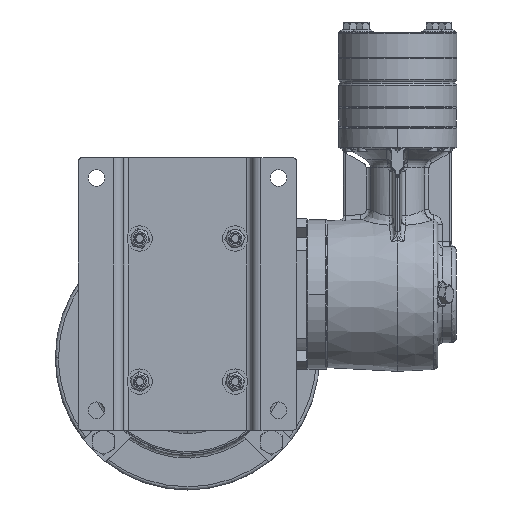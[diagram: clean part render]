
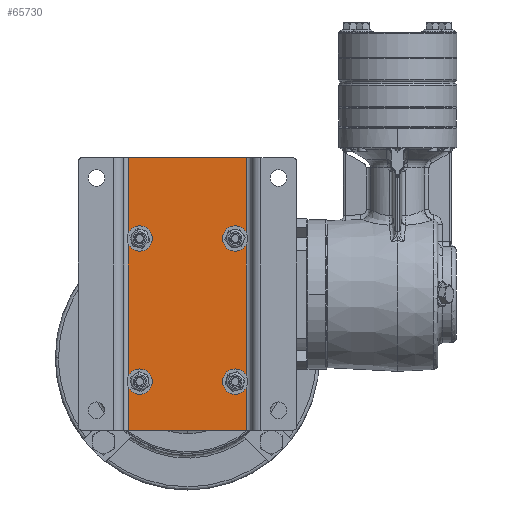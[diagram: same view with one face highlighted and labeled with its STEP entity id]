
A CAD part, front view. The second image highlights one B-rep face of the part: STEP entity #65730.
In plain terms, the highlighted planar face has unit normal (0, -1, 0).
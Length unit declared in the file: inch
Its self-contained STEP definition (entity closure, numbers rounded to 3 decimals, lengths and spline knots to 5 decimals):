
#832 = CIRCLE ( 'NONE', #102804, 0.14 ) ;
#2747 = EDGE_LOOP ( 'NONE', ( #98213, #32418 ) ) ;
#3207 = AXIS2_PLACEMENT_3D ( 'NONE', #58643, #8879, #66992 ) ;
#3269 = FACE_BOUND ( 'NONE', #97160, .T. ) ;
#3302 = EDGE_LOOP ( 'NONE', ( #67561, #34881, #54932, #73988 ) ) ;
#5193 = ORIENTED_EDGE ( 'NONE', *, *, #91639, .F. ) ;
#5441 = AXIS2_PLACEMENT_3D ( 'NONE', #55744, #5958, #64038 ) ;
#5715 = EDGE_CURVE ( 'NONE', #91250, #46422, #6593, .T. ) ;
#5958 = DIRECTION ( 'NONE',  ( 0., -1., 0. ) ) ;
#6259 = VERTEX_POINT ( 'NONE', #52189 ) ;
#6593 = CIRCLE ( 'NONE', #97553, 0.14 ) ;
#7447 = CARTESIAN_POINT ( 'NONE',  ( -3.73876, -2.0885, 3.38016 ) ) ;
#7823 = CIRCLE ( 'NONE', #5441, 0.14 ) ;
#8602 = AXIS2_PLACEMENT_3D ( 'NONE', #92116, #42407, #100445 ) ;
#8879 = DIRECTION ( 'NONE',  ( 0., -1., 0. ) ) ;
#10463 = CARTESIAN_POINT ( 'NONE',  ( -4.01876, -2.0885, 1.38016 ) ) ;
#10664 = CARTESIAN_POINT ( 'NONE',  ( -3.73876, -2.0885, 3.38016 ) ) ;
#11527 = VERTEX_POINT ( 'NONE', #99803 ) ;
#12221 = CIRCLE ( 'NONE', #34487, 0.14 ) ;
#12307 = VECTOR ( 'NONE', #99851, 39.37008 ) ;
#13637 = VERTEX_POINT ( 'NONE', #106184 ) ;
#15139 = EDGE_CURVE ( 'NONE', #11527, #68177, #32753, .T. ) ;
#17598 = CIRCLE ( 'NONE', #35282, 0.14 ) ;
#18141 = DIRECTION ( 'NONE',  ( 0., 1., 0. ) ) ;
#18148 = CARTESIAN_POINT ( 'NONE',  ( -6.37876, -2.0885, 1.38016 ) ) ;
#18292 = CIRCLE ( 'NONE', #8602, 0.14 ) ;
#18787 = DIRECTION ( 'NONE',  ( 0., 0., -1. ) ) ;
#19539 = CARTESIAN_POINT ( 'NONE',  ( -6.37876, -2.0885, -2.15984 ) ) ;
#21624 = LINE ( 'NONE', #63288, #63184 ) ;
#21635 = CARTESIAN_POINT ( 'NONE',  ( -4.01876, -2.0885, -2.01984 ) ) ;
#21905 = DIRECTION ( 'NONE',  ( 0., 0., -1. ) ) ;
#22014 = CARTESIAN_POINT ( 'NONE',  ( -4.01876, -2.0885, -2.29984 ) ) ;
#22478 = CARTESIAN_POINT ( 'NONE',  ( -6.65876, -2.0885, 3.38016 ) ) ;
#24135 = CARTESIAN_POINT ( 'NONE',  ( -4.01876, -2.0885, -2.15984 ) ) ;
#25179 = EDGE_CURVE ( 'NONE', #68177, #102931, #48775, .T. ) ;
#26529 = DIRECTION ( 'NONE',  ( 0., 0., -1. ) ) ;
#26667 = VECTOR ( 'NONE', #40269, 39.37008 ) ;
#27912 = DIRECTION ( 'NONE',  ( 0., 0., -1. ) ) ;
#28872 = CARTESIAN_POINT ( 'NONE',  ( -4.01876, -2.0885, 1.38016 ) ) ;
#31904 = CARTESIAN_POINT ( 'NONE',  ( -3.61876, -2.0885, 3.38016 ) ) ;
#32418 = ORIENTED_EDGE ( 'NONE', *, *, #78127, .F. ) ;
#32493 = DIRECTION ( 'NONE',  ( 0., 0., -1. ) ) ;
#32753 = LINE ( 'NONE', #10664, #96396 ) ;
#34487 = AXIS2_PLACEMENT_3D ( 'NONE', #28872, #86923, #37288 ) ;
#34881 = ORIENTED_EDGE ( 'NONE', *, *, #15139, .T. ) ;
#34950 = CARTESIAN_POINT ( 'NONE',  ( -6.37876, -2.0885, 1.52016 ) ) ;
#35282 = AXIS2_PLACEMENT_3D ( 'NONE', #10463, #68554, #18787 ) ;
#37150 = VERTEX_POINT ( 'NONE', #22014 ) ;
#37288 = DIRECTION ( 'NONE',  ( 0., 0., -1. ) ) ;
#38412 = EDGE_CURVE ( 'NONE', #11527, #55079, #56502, .T. ) ;
#39692 = FACE_OUTER_BOUND ( 'NONE', #3302, .T. ) ;
#39820 = VERTEX_POINT ( 'NONE', #21635 ) ;
#40269 = DIRECTION ( 'NONE',  ( -1., 0., 0. ) ) ;
#42273 = FACE_BOUND ( 'NONE', #2747, .T. ) ;
#42407 = DIRECTION ( 'NONE',  ( 0., -1., 0. ) ) ;
#45112 = CARTESIAN_POINT ( 'NONE',  ( -6.37876, -2.0885, -2.29984 ) ) ;
#45854 = EDGE_CURVE ( 'NONE', #13637, #82038, #86273, .T. ) ;
#46422 = VERTEX_POINT ( 'NONE', #34950 ) ;
#46590 = EDGE_LOOP ( 'NONE', ( #84108, #5193 ) ) ;
#48437 = ORIENTED_EDGE ( 'NONE', *, *, #75452, .F. ) ;
#48775 = LINE ( 'NONE', #31904, #26667 ) ;
#51614 = CARTESIAN_POINT ( 'NONE',  ( -6.65876, -2.0885, -3.36984 ) ) ;
#52189 = CARTESIAN_POINT ( 'NONE',  ( -4.01876, -2.0885, 1.24016 ) ) ;
#52745 = AXIS2_PLACEMENT_3D ( 'NONE', #67899, #18141, #76173 ) ;
#54932 = ORIENTED_EDGE ( 'NONE', *, *, #25179, .T. ) ;
#55079 = VERTEX_POINT ( 'NONE', #51614 ) ;
#55744 = CARTESIAN_POINT ( 'NONE',  ( -6.37876, -2.0885, 1.38016 ) ) ;
#56502 = LINE ( 'NONE', #58482, #12307 ) ;
#58482 = CARTESIAN_POINT ( 'NONE',  ( -3.61876, -2.0885, -3.36984 ) ) ;
#58643 = CARTESIAN_POINT ( 'NONE',  ( -6.37876, -2.0885, -2.15984 ) ) ;
#60361 = EDGE_CURVE ( 'NONE', #82038, #13637, #832, .T. ) ;
#61720 = FACE_BOUND ( 'NONE', #46590, .T. ) ;
#62603 = EDGE_CURVE ( 'NONE', #37150, #39820, #73814, .T. ) ;
#63184 = VECTOR ( 'NONE', #21905, 39.37008 ) ;
#63288 = CARTESIAN_POINT ( 'NONE',  ( -6.65876, -2.0885, -3.36984 ) ) ;
#64038 = DIRECTION ( 'NONE',  ( 0., 0., -1. ) ) ;
#65730 = ADVANCED_FACE ( 'NONE', ( #66949, #42273, #3269, #61720, #39692 ), #84160, .F. ) ;
#66949 = FACE_BOUND ( 'NONE', #104801, .T. ) ;
#66992 = DIRECTION ( 'NONE',  ( 0., 0., -1. ) ) ;
#67561 = ORIENTED_EDGE ( 'NONE', *, *, #38412, .F. ) ;
#67899 = CARTESIAN_POINT ( 'NONE',  ( -3.61876, -2.0885, -3.36984 ) ) ;
#68177 = VERTEX_POINT ( 'NONE', #7447 ) ;
#68554 = DIRECTION ( 'NONE',  ( 0., -1., 0. ) ) ;
#71039 = EDGE_CURVE ( 'NONE', #6259, #72903, #17598, .T. ) ;
#72903 = VERTEX_POINT ( 'NONE', #77546 ) ;
#73814 = CIRCLE ( 'NONE', #73857, 0.14 ) ;
#73857 = AXIS2_PLACEMENT_3D ( 'NONE', #24135, #82148, #32493 ) ;
#73988 = ORIENTED_EDGE ( 'NONE', *, *, #100641, .T. ) ;
#75452 = EDGE_CURVE ( 'NONE', #72903, #6259, #12221, .T. ) ;
#76173 = DIRECTION ( 'NONE',  ( 0., 0., -1. ) ) ;
#76185 = DIRECTION ( 'NONE',  ( 0., -1., 0. ) ) ;
#77546 = CARTESIAN_POINT ( 'NONE',  ( -4.01876, -2.0885, 1.52016 ) ) ;
#77603 = DIRECTION ( 'NONE',  ( 0., -1., 0. ) ) ;
#78127 = EDGE_CURVE ( 'NONE', #39820, #37150, #18292, .T. ) ;
#80732 = ORIENTED_EDGE ( 'NONE', *, *, #71039, .F. ) ;
#82038 = VERTEX_POINT ( 'NONE', #45112 ) ;
#82148 = DIRECTION ( 'NONE',  ( 0., -1., 0. ) ) ;
#84108 = ORIENTED_EDGE ( 'NONE', *, *, #5715, .F. ) ;
#84160 = PLANE ( 'NONE',  #52745 ) ;
#85366 = DIRECTION ( 'NONE',  ( 0., 0., 1. ) ) ;
#86273 = CIRCLE ( 'NONE', #3207, 0.14 ) ;
#86923 = DIRECTION ( 'NONE',  ( 0., -1., 0. ) ) ;
#91250 = VERTEX_POINT ( 'NONE', #91385 ) ;
#91385 = CARTESIAN_POINT ( 'NONE',  ( -6.37876, -2.0885, 1.24016 ) ) ;
#91639 = EDGE_CURVE ( 'NONE', #46422, #91250, #7823, .T. ) ;
#92116 = CARTESIAN_POINT ( 'NONE',  ( -4.01876, -2.0885, -2.15984 ) ) ;
#95749 = ORIENTED_EDGE ( 'NONE', *, *, #45854, .F. ) ;
#96396 = VECTOR ( 'NONE', #85366, 39.37008 ) ;
#97160 = EDGE_LOOP ( 'NONE', ( #106298, #95749 ) ) ;
#97553 = AXIS2_PLACEMENT_3D ( 'NONE', #18148, #76185, #26529 ) ;
#98213 = ORIENTED_EDGE ( 'NONE', *, *, #62603, .F. ) ;
#99803 = CARTESIAN_POINT ( 'NONE',  ( -3.73876, -2.0885, -3.36984 ) ) ;
#99851 = DIRECTION ( 'NONE',  ( -1., 0., 0. ) ) ;
#100445 = DIRECTION ( 'NONE',  ( 0., 0., -1. ) ) ;
#100641 = EDGE_CURVE ( 'NONE', #102931, #55079, #21624, .T. ) ;
#102804 = AXIS2_PLACEMENT_3D ( 'NONE', #19539, #77603, #27912 ) ;
#102931 = VERTEX_POINT ( 'NONE', #22478 ) ;
#104801 = EDGE_LOOP ( 'NONE', ( #80732, #48437 ) ) ;
#106184 = CARTESIAN_POINT ( 'NONE',  ( -6.37876, -2.0885, -2.01984 ) ) ;
#106298 = ORIENTED_EDGE ( 'NONE', *, *, #60361, .F. ) ;
